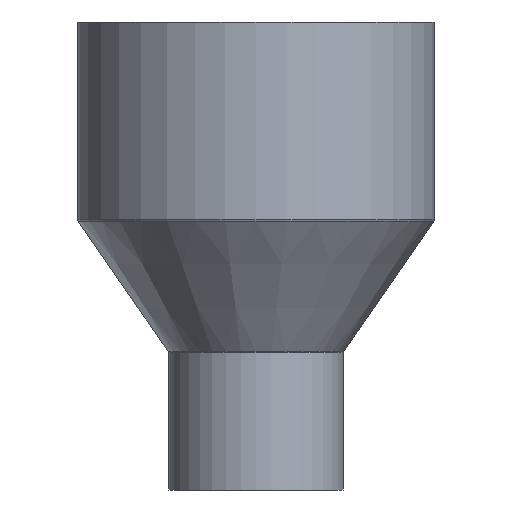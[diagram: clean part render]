
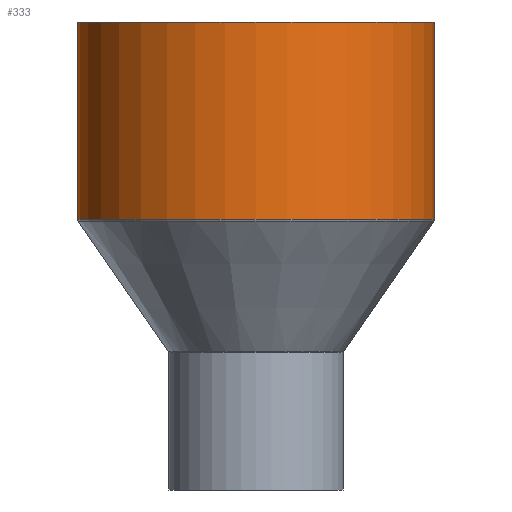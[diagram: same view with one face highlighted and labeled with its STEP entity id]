
A CAD part, front view. The second image highlights one B-rep face of the part: STEP entity #333.
In plain terms, the highlighted cylindrical face has radius 112.5 mm (diameter 225 mm), a partial arc.
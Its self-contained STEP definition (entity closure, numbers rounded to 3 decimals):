
#5 = DIRECTION ( 'NONE',  ( -1., 0., 0. ) ) ;
#66 = CARTESIAN_POINT ( 'NONE',  ( 112.5, 0., 34.547 ) ) ;
#82 = DIRECTION ( 'NONE',  ( 0., 0., -1. ) ) ;
#125 = VERTEX_POINT ( 'NONE', #472 ) ;
#131 = EDGE_CURVE ( 'NONE', #504, #408, #284, .T. ) ;
#162 = CARTESIAN_POINT ( 'NONE',  ( -112.5, 0., -16.533 ) ) ;
#191 = EDGE_CURVE ( 'NONE', #125, #357, #539, .T. ) ;
#197 = ORIENTED_EDGE ( 'NONE', *, *, #217, .F. ) ;
#217 = EDGE_CURVE ( 'NONE', #125, #504, #639, .T. ) ;
#221 = CARTESIAN_POINT ( 'NONE',  ( 0., 0., 34.547 ) ) ;
#234 = VECTOR ( 'NONE', #564, 1000. ) ;
#284 = CIRCLE ( 'NONE', #328, 112.5 ) ;
#328 = AXIS2_PLACEMENT_3D ( 'NONE', #221, #423, #626 ) ;
#333 = ADVANCED_FACE ( 'NONE', ( #460 ), #393, .T. ) ;
#337 = DIRECTION ( 'NONE',  ( 0., 0., -1. ) ) ;
#350 = ORIENTED_EDGE ( 'NONE', *, *, #575, .T. ) ;
#351 = CARTESIAN_POINT ( 'NONE',  ( -112.5, 0., 158.922 ) ) ;
#357 = VERTEX_POINT ( 'NONE', #351 ) ;
#370 = LINE ( 'NONE', #162, #234 ) ;
#393 = CYLINDRICAL_SURFACE ( 'NONE', #622, 112.5 ) ;
#408 = VERTEX_POINT ( 'NONE', #602 ) ;
#423 = DIRECTION ( 'NONE',  ( 0., 0., -1. ) ) ;
#460 = FACE_OUTER_BOUND ( 'NONE', #473, .T. ) ;
#464 = VECTOR ( 'NONE', #337, 1000. ) ;
#472 = CARTESIAN_POINT ( 'NONE',  ( 112.5, 0., 158.922 ) ) ;
#473 = EDGE_LOOP ( 'NONE', ( #197, #502, #350, #647 ) ) ;
#491 = CARTESIAN_POINT ( 'NONE',  ( 0., 0., 158.922 ) ) ;
#502 = ORIENTED_EDGE ( 'NONE', *, *, #191, .T. ) ;
#504 = VERTEX_POINT ( 'NONE', #66 ) ;
#534 = DIRECTION ( 'NONE',  ( -1., 0., 0. ) ) ;
#538 = CARTESIAN_POINT ( 'NONE',  ( 112.5, 0., -16.533 ) ) ;
#539 = CIRCLE ( 'NONE', #583, 112.5 ) ;
#562 = DIRECTION ( 'NONE',  ( 0., 0., -1. ) ) ;
#564 = DIRECTION ( 'NONE',  ( 0., 0., -1. ) ) ;
#575 = EDGE_CURVE ( 'NONE', #357, #408, #370, .T. ) ;
#583 = AXIS2_PLACEMENT_3D ( 'NONE', #491, #82, #534 ) ;
#602 = CARTESIAN_POINT ( 'NONE',  ( -112.5, 0., 34.547 ) ) ;
#622 = AXIS2_PLACEMENT_3D ( 'NONE', #655, #562, #5 ) ;
#626 = DIRECTION ( 'NONE',  ( -1., 0., 0. ) ) ;
#639 = LINE ( 'NONE', #538, #464 ) ;
#647 = ORIENTED_EDGE ( 'NONE', *, *, #131, .F. ) ;
#655 = CARTESIAN_POINT ( 'NONE',  ( 0., 0., -16.533 ) ) ;
